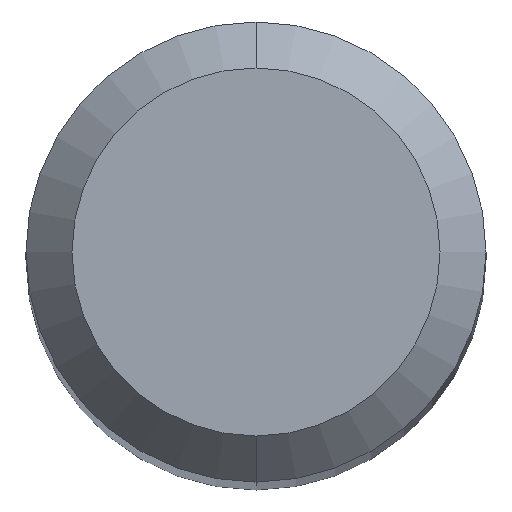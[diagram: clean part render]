
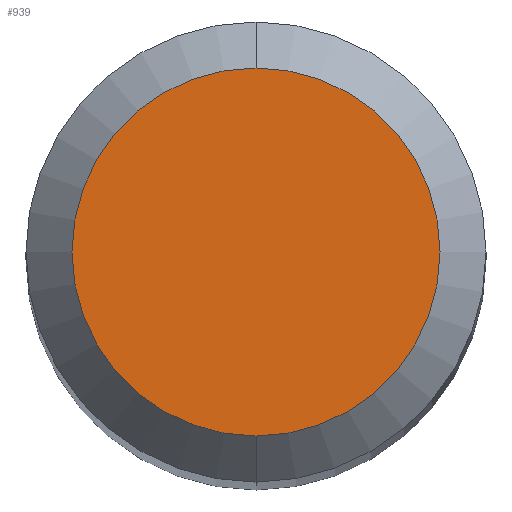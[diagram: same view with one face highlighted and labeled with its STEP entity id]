
A CAD part, top view. The second image highlights one B-rep face of the part: STEP entity #939.
In plain terms, the highlighted planar face has unit normal (0, 0, 1).
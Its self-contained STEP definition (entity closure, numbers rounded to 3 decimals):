
#535=EDGE_CURVE('',#849,#749,#1216,.T.);
#749=VERTEX_POINT('',#1450);
#781=EDGE_CURVE('',#749,#849,#1483,.T.);
#849=VERTEX_POINT('',#1557);
#939=ADVANCED_FACE('',(#1652),#1653,.T.);
#1216=CIRCLE('',#2981,1.2);
#1450=CARTESIAN_POINT('',(0.0,1.2,0.0));
#1483=CIRCLE('',#5101,1.2);
#1557=CARTESIAN_POINT('',(0.,-1.2,0.0));
#1652=FACE_OUTER_BOUND('',#6584,.T.);
#1653=PLANE('',#6585);
#2981=AXIS2_PLACEMENT_3D('',#7426,#7427,#7428);
#5101=AXIS2_PLACEMENT_3D('',#7686,#7687,#7688);
#6584=EDGE_LOOP('',(#7839,#7840));
#6585=AXIS2_PLACEMENT_3D('',#7841,#7842,#7843);
#7426=CARTESIAN_POINT('',(0.0,0.0,0.0));
#7427=DIRECTION('',(0.0,0.0,-1.0));
#7428=DIRECTION('',(0.0,1.0,0.0));
#7686=CARTESIAN_POINT('',(0.0,0.0,0.0));
#7687=DIRECTION('',(0.0,0.0,-1.0));
#7688=DIRECTION('',(0.0,1.0,0.0));
#7839=ORIENTED_EDGE('',*,*,#781,.F.);
#7840=ORIENTED_EDGE('',*,*,#535,.F.);
#7841=CARTESIAN_POINT('',(0.0,0.6,0.0));
#7842=DIRECTION('',(-0.0,0.0,1.0));
#7843=DIRECTION('',(0.0,-1.0,0.0));
